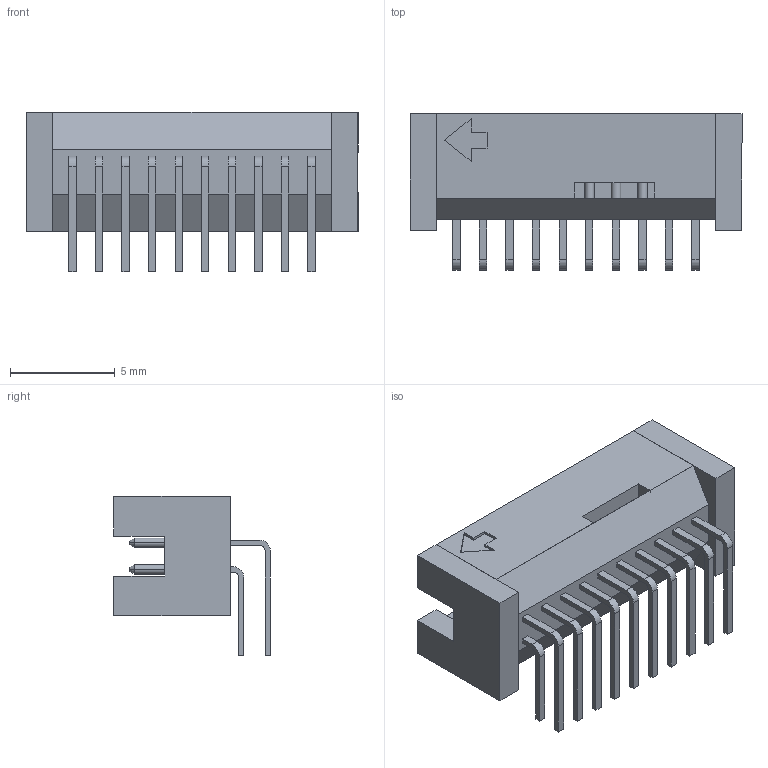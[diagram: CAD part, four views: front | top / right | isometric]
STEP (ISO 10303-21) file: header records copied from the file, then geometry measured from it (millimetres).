
FILE_DESCRIPTION((''),'2;1');
FILE_NAME('SAMTEC_TFML-110-01-S-D-RA.stp','2012-07-04T11:58:58',(''),(''),'Mechanical Desktop 2011','Mechanical Desktop 2011',', , ');
FILE_SCHEMA(('AUTOMOTIVE_DESIGN { 1 2 10303 214 1 1 1 1 }'));
Length unit declared in the file: millimetre
Products named in the file (1): Product
Bounding box: 15.88 x 7.49 x 7.62 mm (x, y, z)
Volume: 259 mm3; surface area: 893.4 mm2
Topology: 45 solids, 45 shells, 376 faces, 815 edges, 530 vertices
Faces by surface type: plane 239, cylinder 81, cone 40, bspline 16
Entity records: 10176 total; most frequent: CARTESIAN_POINT 1770, DIRECTION 1739, ORIENTED_EDGE 1630, EDGE_CURVE 815, VECTOR 613, LINE 613, AXIS2_PLACEMENT_3D 563, VERTEX_POINT 530
